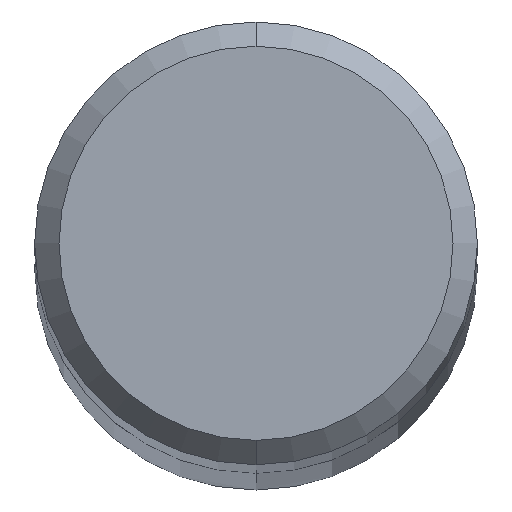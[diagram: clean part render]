
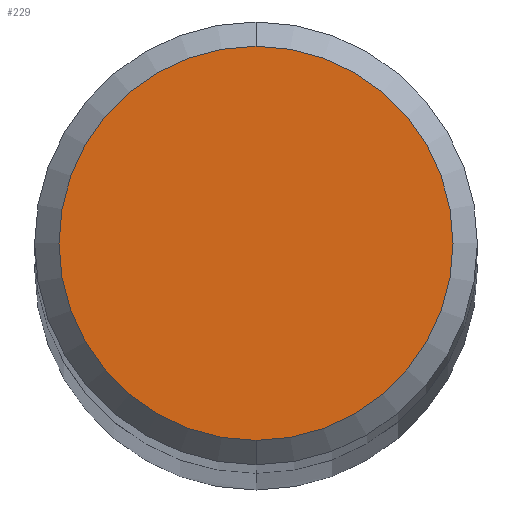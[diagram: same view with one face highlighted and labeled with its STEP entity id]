
A CAD part, top view. The second image highlights one B-rep face of the part: STEP entity #229.
In plain terms, the highlighted planar face has unit normal (0, 0, 1).
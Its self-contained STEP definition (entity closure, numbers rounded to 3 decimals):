
#229=ADVANCED_FACE('',(#496),#497,.T.);
#245=VERTEX_POINT('',#515);
#253=EDGE_CURVE('',#245,#369,#523,.T.);
#267=EDGE_CURVE('',#369,#245,#538,.T.);
#369=VERTEX_POINT('',#649);
#496=FACE_OUTER_BOUND('',#810,.T.);
#497=PLANE('',#811);
#515=CARTESIAN_POINT('',(0.0,4.05,98.0));
#523=CIRCLE('',#841,4.05);
#538=CIRCLE('',#858,4.05);
#649=CARTESIAN_POINT('',(0.,-4.05,98.0));
#810=EDGE_LOOP('',(#1368,#1369));
#811=AXIS2_PLACEMENT_3D('',#1370,#1371,#1372);
#841=AXIS2_PLACEMENT_3D('',#1409,#1410,#1411);
#858=AXIS2_PLACEMENT_3D('',#1423,#1424,#1425);
#1368=ORIENTED_EDGE('',*,*,#253,.F.);
#1369=ORIENTED_EDGE('',*,*,#267,.F.);
#1370=CARTESIAN_POINT('',(0.0,2.025,98.0));
#1371=DIRECTION('',(0.0,0.0,1.0));
#1372=DIRECTION('',(0.0,-1.0,0.0));
#1409=CARTESIAN_POINT('',(0.0,0.0,98.0));
#1410=DIRECTION('',(0.0,0.0,-1.0));
#1411=DIRECTION('',(0.0,1.0,0.0));
#1423=CARTESIAN_POINT('',(0.0,0.0,98.0));
#1424=DIRECTION('',(0.0,0.0,-1.0));
#1425=DIRECTION('',(0.0,1.0,0.0));
